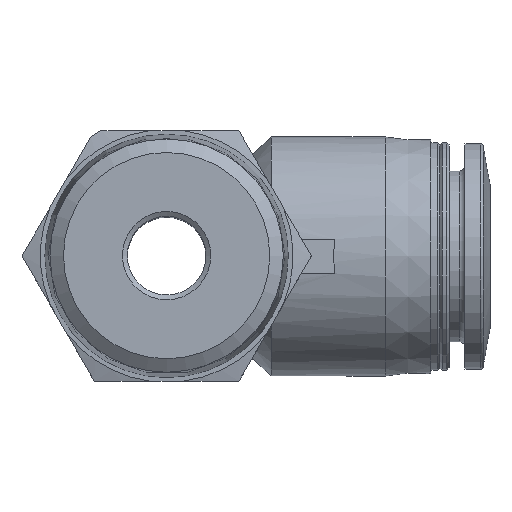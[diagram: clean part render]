
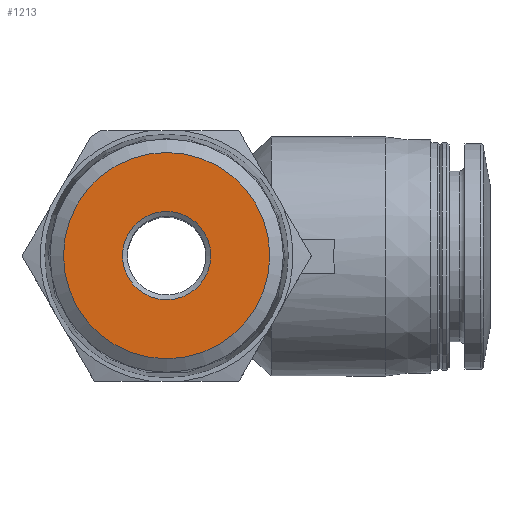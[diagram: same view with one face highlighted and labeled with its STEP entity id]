
A CAD part, top view. The second image highlights one B-rep face of the part: STEP entity #1213.
In plain terms, the highlighted planar face has unit normal (0, 0, 1).
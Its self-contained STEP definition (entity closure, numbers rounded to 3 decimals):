
#79=PLANE('',#1356);
#409=ORIENTED_EDGE('',*,*,#655,.F.);
#410=ORIENTED_EDGE('',*,*,#656,.T.);
#655=EDGE_CURVE('',#788,#788,#847,.F.);
#656=EDGE_CURVE('',#789,#789,#848,.T.);
#788=VERTEX_POINT('',#2196);
#789=VERTEX_POINT('',#2198);
#847=CIRCLE('',#1357,3.879);
#848=CIRCLE('',#1358,9.059);
#948=EDGE_LOOP('',(#409));
#949=EDGE_LOOP('',(#410));
#1081=FACE_BOUND('',#948,.T.);
#1082=FACE_BOUND('',#949,.T.);
#1213=ADVANCED_FACE('',(#1081,#1082),#79,.F.);
#1356=AXIS2_PLACEMENT_3D('',#2194,#1651,#1652);
#1357=AXIS2_PLACEMENT_3D('',#2195,#1653,#1654);
#1358=AXIS2_PLACEMENT_3D('',#2197,#1655,#1656);
#1651=DIRECTION('',(0.,0.,-1.));
#1652=DIRECTION('',(-1.,0.,0.));
#1653=DIRECTION('',(0.,0.,-1.));
#1654=DIRECTION('',(-1.,0.,0.));
#1655=DIRECTION('',(0.,0.,1.));
#1656=DIRECTION('',(1.,0.,0.));
#2194=CARTESIAN_POINT('',(9.059,0.,41.3));
#2195=CARTESIAN_POINT('',(0.,0.,41.3));
#2196=CARTESIAN_POINT('',(-3.879,0.,41.3));
#2197=CARTESIAN_POINT('',(0.,0.,41.3));
#2198=CARTESIAN_POINT('',(9.059,0.,41.3));
